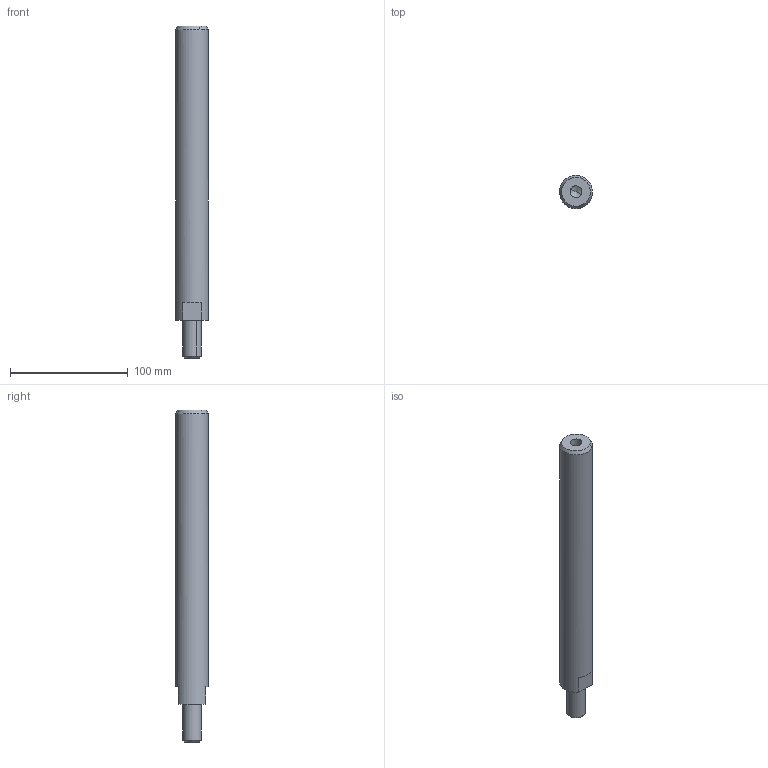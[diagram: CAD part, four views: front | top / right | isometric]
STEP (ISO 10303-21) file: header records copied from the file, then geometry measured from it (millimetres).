
FILE_DESCRIPTION(('CATIA V5 STEP Exchange'),'2;1');
FILE_NAME('Manche_2020.stp','2020-03-13T15:33:34+00:00',('none'),('none'),'Version 5-6 Release 2013','CATIA V5 STEP AP203','none');
FILE_SCHEMA(('CONFIG_CONTROL_DESIGN'));
Length unit declared in the file: millimetre
Products named in the file (1): Manche_2020
Bounding box: 28 x 27.99 x 282 mm (x, y, z)
Volume: 155518.2 mm3; surface area: 26105.2 mm2
Topology: 1 solids, 1 shells, 19 faces, 44 edges, 27 vertices
Faces by surface type: plane 7, cone 6, cylinder 6
Entity records: 528 total; most frequent: CARTESIAN_POINT 84, ORIENTED_EDGE 84, DIRECTION 70, EDGE_CURVE 42, AXIS2_PLACEMENT_3D 37, VERTEX_POINT 27, CIRCLE 22, EDGE_LOOP 21
